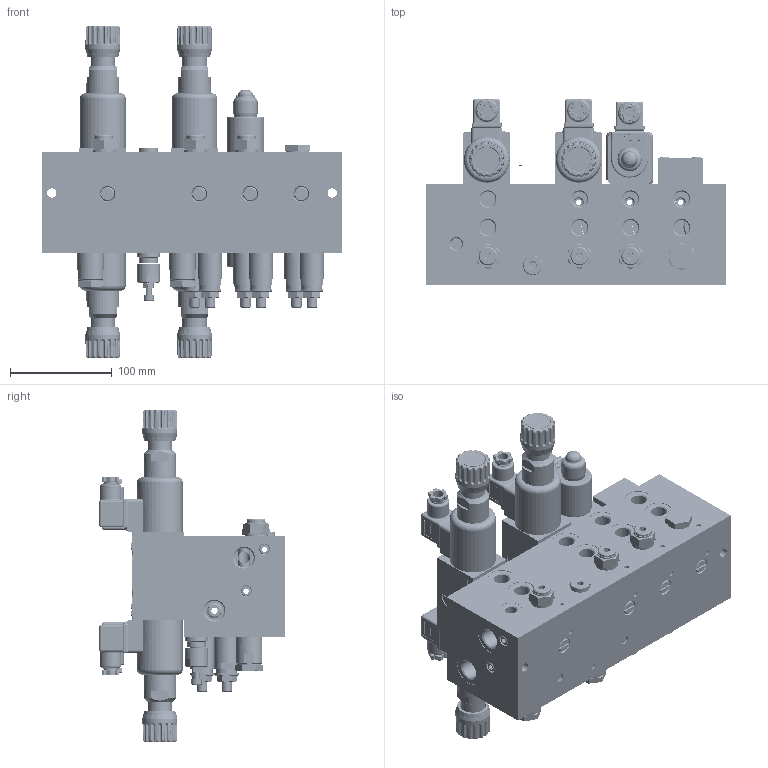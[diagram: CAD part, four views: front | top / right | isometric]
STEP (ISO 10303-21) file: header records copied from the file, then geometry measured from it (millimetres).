
FILE_DESCRIPTION (( 'STEP AP203' ), '1' );
FILE_NAME ('P15111746.step', '2016-09-05T11:44:48', ( 'User' ), ( '' ), 'SwSTEP 2.0', 'SolidWorks 2014', '' );
FILE_SCHEMA (( 'CONFIG_CONTROL_DESIGN' ));
Products named in the file (1): P15111746
Bounding box: 295 x 182 x 325.6 mm (x, y, z)
Surface area: 414323.6 mm2 (no closed solid volume)
Topology: 0 solids, 312 shells, 3757 faces, 13966 edges, 10321 vertices
Faces by surface type: plane 1336, cylinder 1034, torus 485, bspline 456, cone 378, sphere 68
Entity records: 183410 total; most frequent: CARTESIAN_POINT 72470, DIRECTION 21508, ORIENTED_EDGE 21172, EDGE_CURVE 13894, VERTEX_POINT 10321, AXIS2_PLACEMENT_3D 7472, VECTOR 6564, LINE 6564
